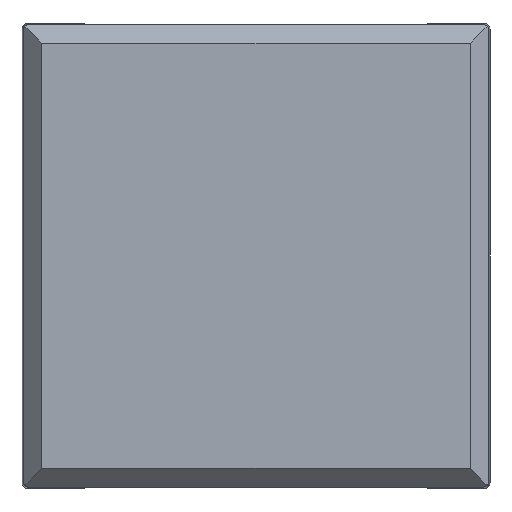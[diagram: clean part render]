
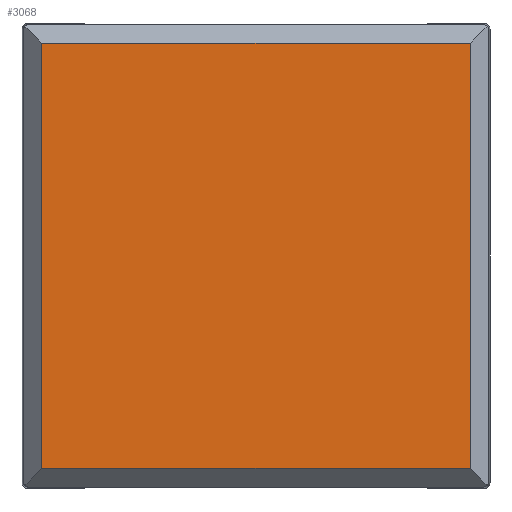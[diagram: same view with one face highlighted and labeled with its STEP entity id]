
A CAD part, top view. The second image highlights one B-rep face of the part: STEP entity #3068.
In plain terms, the highlighted face is planar.
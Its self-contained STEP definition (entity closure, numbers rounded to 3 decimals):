
#368=FACE_OUTER_BOUND('',#559,.T.);
#559=EDGE_LOOP('',(#2294,#2295,#2296,#2297));
#919=LINE('',#4767,#1215);
#920=LINE('',#4769,#1216);
#921=LINE('',#4771,#1217);
#922=LINE('',#4772,#1218);
#1215=VECTOR('',#3773,68.606);
#1216=VECTOR('',#3774,69.106);
#1217=VECTOR('',#3775,68.606);
#1218=VECTOR('',#3776,69.106);
#1476=VERTEX_POINT('',#4765);
#1477=VERTEX_POINT('',#4766);
#1478=VERTEX_POINT('',#4768);
#1479=VERTEX_POINT('',#4770);
#1806=EDGE_CURVE('',#1476,#1477,#919,.T.);
#1807=EDGE_CURVE('',#1478,#1476,#920,.T.);
#1808=EDGE_CURVE('',#1479,#1478,#921,.T.);
#1809=EDGE_CURVE('',#1477,#1479,#922,.T.);
#2294=ORIENTED_EDGE('',*,*,#1806,.F.);
#2295=ORIENTED_EDGE('',*,*,#1807,.F.);
#2296=ORIENTED_EDGE('',*,*,#1808,.F.);
#2297=ORIENTED_EDGE('',*,*,#1809,.F.);
#2924=PLANE('',#3266);
#3068=ADVANCED_FACE('',(#368),#2924,.F.);
#3266=AXIS2_PLACEMENT_3D('',#4764,#3771,#3772);
#3771=DIRECTION('center_axis',(0.,0.,1.));
#3772=DIRECTION('ref_axis',(1.,0.,0.));
#3773=DIRECTION('',(0.,1.,0.));
#3774=DIRECTION('',(1.,0.,0.));
#3775=DIRECTION('',(0.,-1.,0.));
#3776=DIRECTION('',(-1.,0.,0.));
#4764=CARTESIAN_POINT('Origin',(0.,0.,-22.6));
#4765=CARTESIAN_POINT('',(34.553,-34.303,-22.6));
#4766=CARTESIAN_POINT('',(34.553,34.303,-22.6));
#4767=CARTESIAN_POINT('',(34.553,-18.75,-22.6));
#4768=CARTESIAN_POINT('',(-34.553,-34.303,-22.6));
#4769=CARTESIAN_POINT('',(-18.875,-34.303,-22.6));
#4770=CARTESIAN_POINT('',(-34.553,34.303,-22.6));
#4771=CARTESIAN_POINT('',(-34.553,18.75,-22.6));
#4772=CARTESIAN_POINT('',(18.875,34.303,-22.6));
